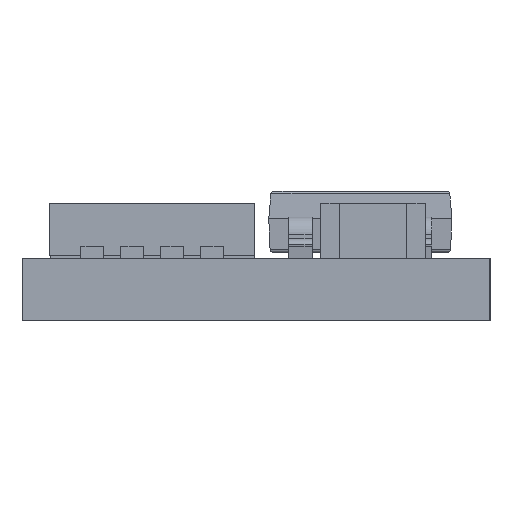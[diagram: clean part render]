
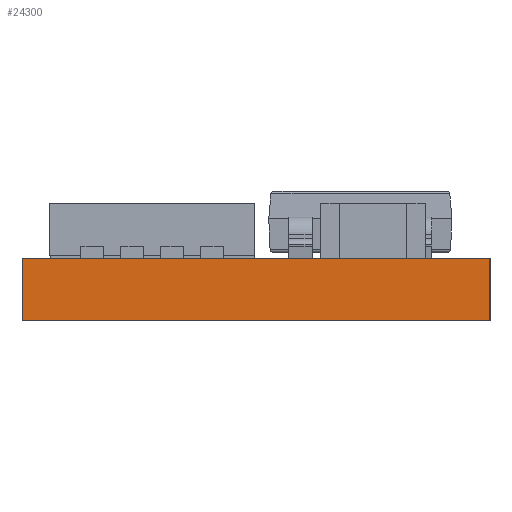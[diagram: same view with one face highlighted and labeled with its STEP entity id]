
A CAD part, left-side view. The second image highlights one B-rep face of the part: STEP entity #24300.
In plain terms, the highlighted planar face has unit normal (-1, 0, 0).
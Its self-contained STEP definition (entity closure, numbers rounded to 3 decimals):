
#594 = CARTESIAN_POINT ( 'NONE',  ( 0., 7.62, 1.016 ) ) ;
#1833 = CARTESIAN_POINT ( 'NONE',  ( 0., 0., 0. ) ) ;
#3495 = CARTESIAN_POINT ( 'NONE',  ( 0., 7.62, 1.016 ) ) ;
#3835 = LINE ( 'NONE', #23801, #9914 ) ;
#4028 = VECTOR ( 'NONE', #14908, 1000. ) ;
#5177 = VERTEX_POINT ( 'NONE', #29036 ) ;
#5303 = VERTEX_POINT ( 'NONE', #594 ) ;
#6700 = EDGE_CURVE ( 'NONE', #5303, #35582, #26608, .T. ) ;
#7258 = DIRECTION ( 'NONE',  ( 0., -1., 0. ) ) ;
#8460 = PLANE ( 'NONE',  #34116 ) ;
#9248 = VERTEX_POINT ( 'NONE', #1833 ) ;
#9914 = VECTOR ( 'NONE', #35495, 1000. ) ;
#11629 = VECTOR ( 'NONE', #7258, 1000. ) ;
#12017 = CARTESIAN_POINT ( 'NONE',  ( 0., 0., 1.016 ) ) ;
#14386 = CARTESIAN_POINT ( 'NONE',  ( 0., 0., 1.016 ) ) ;
#14908 = DIRECTION ( 'NONE',  ( 0., 0., -1. ) ) ;
#15601 = ORIENTED_EDGE ( 'NONE', *, *, #20478, .T. ) ;
#15706 = ORIENTED_EDGE ( 'NONE', *, *, #31329, .F. ) ;
#20478 = EDGE_CURVE ( 'NONE', #35582, #9248, #32936, .T. ) ;
#22123 = DIRECTION ( 'NONE',  ( 0., 0., -1. ) ) ;
#22568 = FACE_OUTER_BOUND ( 'NONE', #36123, .T. ) ;
#22935 = DIRECTION ( 'NONE',  ( 1., 0., 0. ) ) ;
#23801 = CARTESIAN_POINT ( 'NONE',  ( 0., 0., 1.016 ) ) ;
#24300 = ADVANCED_FACE ( 'NONE', ( #22568 ), #8460, .F. ) ;
#26608 = LINE ( 'NONE', #3495, #4028 ) ;
#27459 = EDGE_CURVE ( 'NONE', #5303, #5177, #3835, .T. ) ;
#27633 = ORIENTED_EDGE ( 'NONE', *, *, #6700, .T. ) ;
#28470 = ORIENTED_EDGE ( 'NONE', *, *, #27459, .F. ) ;
#29036 = CARTESIAN_POINT ( 'NONE',  ( 0., 0., 1.016 ) ) ;
#29149 = VECTOR ( 'NONE', #22123, 1000. ) ;
#31146 = DIRECTION ( 'NONE',  ( 0., 0., -1. ) ) ;
#31329 = EDGE_CURVE ( 'NONE', #5177, #9248, #36269, .T. ) ;
#31924 = CARTESIAN_POINT ( 'NONE',  ( 0., 7.62, 0. ) ) ;
#32752 = CARTESIAN_POINT ( 'NONE',  ( 0., 0., 0. ) ) ;
#32936 = LINE ( 'NONE', #32752, #11629 ) ;
#34116 = AXIS2_PLACEMENT_3D ( 'NONE', #14386, #22935, #31146 ) ;
#35495 = DIRECTION ( 'NONE',  ( 0., -1., 0. ) ) ;
#35582 = VERTEX_POINT ( 'NONE', #31924 ) ;
#36123 = EDGE_LOOP ( 'NONE', ( #15601, #15706, #28470, #27633 ) ) ;
#36269 = LINE ( 'NONE', #12017, #29149 ) ;
